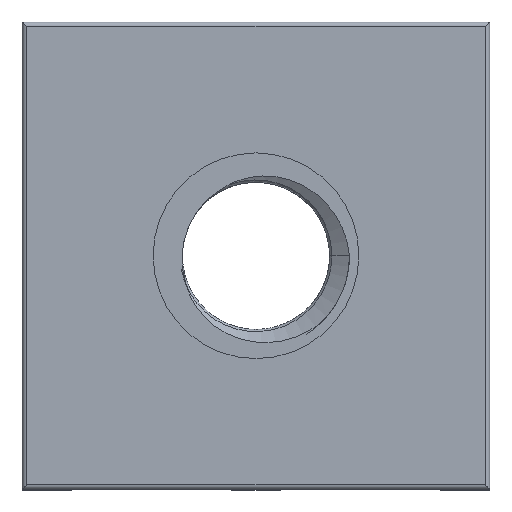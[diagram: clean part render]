
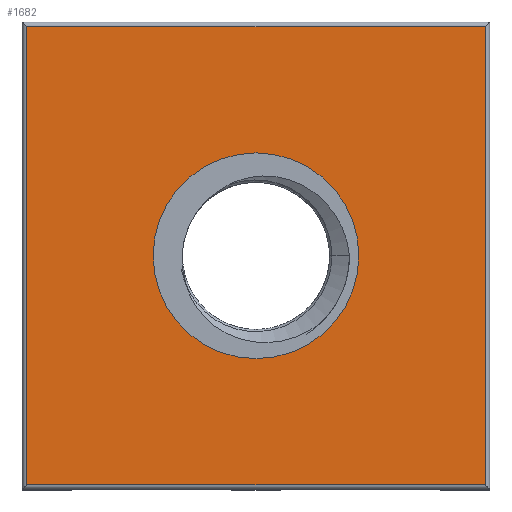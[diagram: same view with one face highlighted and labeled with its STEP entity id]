
A CAD part, top view. The second image highlights one B-rep face of the part: STEP entity #1682.
In plain terms, the highlighted planar face has unit normal (0, 0, 1).
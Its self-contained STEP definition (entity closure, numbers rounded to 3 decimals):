
#301 = VERTEX_POINT('',#302);
#302 = CARTESIAN_POINT('',(-4.9,4.9,3.5));
#309 = EDGE_CURVE('',#301,#310,#312,.T.);
#310 = VERTEX_POINT('',#311);
#311 = CARTESIAN_POINT('',(4.9,4.9,3.5));
#312 = LINE('',#313,#314);
#313 = CARTESIAN_POINT('',(-5.,4.9,3.5));
#314 = VECTOR('',#315,1.);
#315 = DIRECTION('',(1.,0.,0.));
#1215 = EDGE_CURVE('',#310,#1216,#1218,.T.);
#1216 = VERTEX_POINT('',#1217);
#1217 = CARTESIAN_POINT('',(4.9,-4.9,3.5));
#1218 = LINE('',#1219,#1220);
#1219 = CARTESIAN_POINT('',(4.9,5.,3.5));
#1220 = VECTOR('',#1221,1.);
#1221 = DIRECTION('',(0.,-1.,0.));
#1662 = VERTEX_POINT('',#1663);
#1663 = CARTESIAN_POINT('',(-4.9,-4.9,3.5));
#1670 = EDGE_CURVE('',#1662,#301,#1671,.T.);
#1671 = LINE('',#1672,#1673);
#1672 = CARTESIAN_POINT('',(-4.9,-5.,3.5));
#1673 = VECTOR('',#1674,1.);
#1674 = DIRECTION('',(0.,1.,0.));
#1682 = ADVANCED_FACE('',(#1683,#1694),#1705,.F.);
#1683 = FACE_BOUND('',#1684,.F.);
#1684 = EDGE_LOOP('',(#1685,#1686,#1687,#1688));
#1685 = ORIENTED_EDGE('',*,*,#1670,.T.);
#1686 = ORIENTED_EDGE('',*,*,#309,.T.);
#1687 = ORIENTED_EDGE('',*,*,#1215,.T.);
#1688 = ORIENTED_EDGE('',*,*,#1689,.T.);
#1689 = EDGE_CURVE('',#1216,#1662,#1690,.T.);
#1690 = LINE('',#1691,#1692);
#1691 = CARTESIAN_POINT('',(5.,-4.9,3.5));
#1692 = VECTOR('',#1693,1.);
#1693 = DIRECTION('',(-1.,0.,0.));
#1694 = FACE_BOUND('',#1695,.F.);
#1695 = EDGE_LOOP('',(#1696));
#1696 = ORIENTED_EDGE('',*,*,#1697,.T.);
#1697 = EDGE_CURVE('',#1698,#1698,#1700,.T.);
#1698 = VERTEX_POINT('',#1699);
#1699 = CARTESIAN_POINT('',(2.2,0.,3.5));
#1700 = CIRCLE('',#1701,2.2);
#1701 = AXIS2_PLACEMENT_3D('',#1702,#1703,#1704);
#1702 = CARTESIAN_POINT('',(0.,0.,3.5));
#1703 = DIRECTION('',(0.,0.,1.));
#1704 = DIRECTION('',(1.,0.,0.));
#1705 = PLANE('',#1706);
#1706 = AXIS2_PLACEMENT_3D('',#1707,#1708,#1709);
#1707 = CARTESIAN_POINT('',(0.,0.,3.5));
#1708 = DIRECTION('',(-0.,-0.,-1.));
#1709 = DIRECTION('',(-1.,0.,0.));
